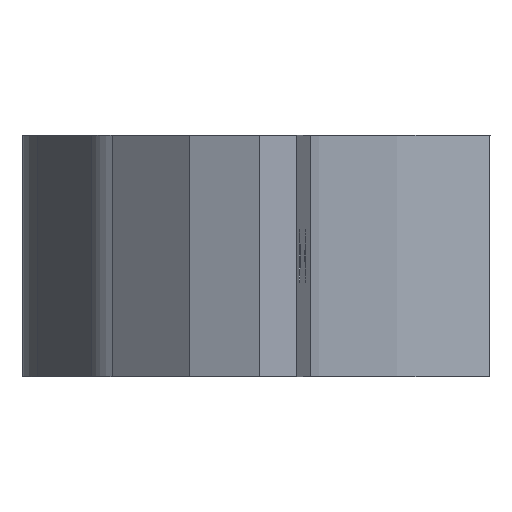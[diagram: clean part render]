
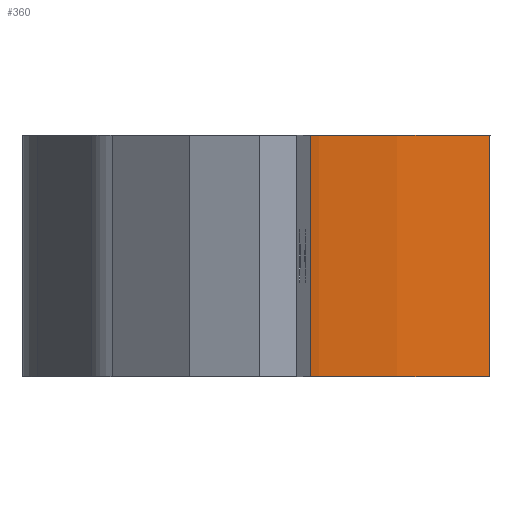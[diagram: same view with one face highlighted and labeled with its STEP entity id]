
A CAD part, left-side view. The second image highlights one B-rep face of the part: STEP entity #360.
In plain terms, the highlighted cylindrical face has radius 22.407 mm (diameter 44.814 mm), a partial arc.
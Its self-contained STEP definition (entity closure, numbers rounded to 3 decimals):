
#26=CYLINDRICAL_SURFACE('',#397,22.407);
#36=FACE_OUTER_BOUND('',#55,.T.);
#55=EDGE_LOOP('',(#273,#274,#275,#276));
#77=B_SPLINE_CURVE_WITH_KNOTS('',3,(#734,#735,#736,#737),.UNSPECIFIED.,
 .F.,.F.,(4,4),(-0.675,-0.025),.UNSPECIFIED.);
#80=CIRCLE('',#391,22.407);
#84=CIRCLE('',#398,22.407);
#104=LINE('',#750,#137);
#137=VECTOR('',#454,5.);
#163=VERTEX_POINT('',#530);
#164=VERTEX_POINT('',#532);
#176=VERTEX_POINT('',#733);
#177=VERTEX_POINT('',#749);
#197=EDGE_CURVE('',#164,#163,#80,.F.);
#213=EDGE_CURVE('',#176,#164,#77,.T.);
#215=EDGE_CURVE('',#177,#163,#104,.T.);
#216=EDGE_CURVE('',#177,#176,#84,.T.);
#273=ORIENTED_EDGE('',*,*,#197,.T.);
#274=ORIENTED_EDGE('',*,*,#215,.F.);
#275=ORIENTED_EDGE('',*,*,#216,.T.);
#276=ORIENTED_EDGE('',*,*,#213,.T.);
#360=ADVANCED_FACE('',(#36),#26,.F.);
#391=AXIS2_PLACEMENT_3D('',#533,#432,#433);
#397=AXIS2_PLACEMENT_3D('',#748,#452,#453);
#398=AXIS2_PLACEMENT_3D('',#751,#455,#456);
#432=DIRECTION('center_axis',(0.,0.,
-1.));
#433=DIRECTION('ref_axis',(-1.,0.,0.));
#452=DIRECTION('center_axis',(0.,0.,
-1.));
#453=DIRECTION('ref_axis',(-1.,0.,0.));
#454=DIRECTION('',(0.,0.,1.));
#455=DIRECTION('center_axis',(0.,0.,
-1.));
#456=DIRECTION('ref_axis',(-1.,0.,0.));
#530=CARTESIAN_POINT('',(123.573,62.195,18.647));
#532=CARTESIAN_POINT('',(141.706,53.914,18.647));
#533=CARTESIAN_POINT('Origin',(124.303,39.8,18.647));
#733=CARTESIAN_POINT('',(141.706,53.914,12.147));
#734=CARTESIAN_POINT('Ctrl Pts',(141.706,53.914,12.147));
#735=CARTESIAN_POINT('Ctrl Pts',(141.706,53.914,14.313));
#736=CARTESIAN_POINT('Ctrl Pts',(141.706,53.914,16.48));
#737=CARTESIAN_POINT('Ctrl Pts',(141.706,53.914,18.647));
#748=CARTESIAN_POINT('Origin',(124.303,39.8,12.147));
#749=CARTESIAN_POINT('',(123.573,62.195,12.147));
#750=CARTESIAN_POINT('',(123.573,62.195,18.897));
#751=CARTESIAN_POINT('Origin',(124.303,39.8,12.147));
